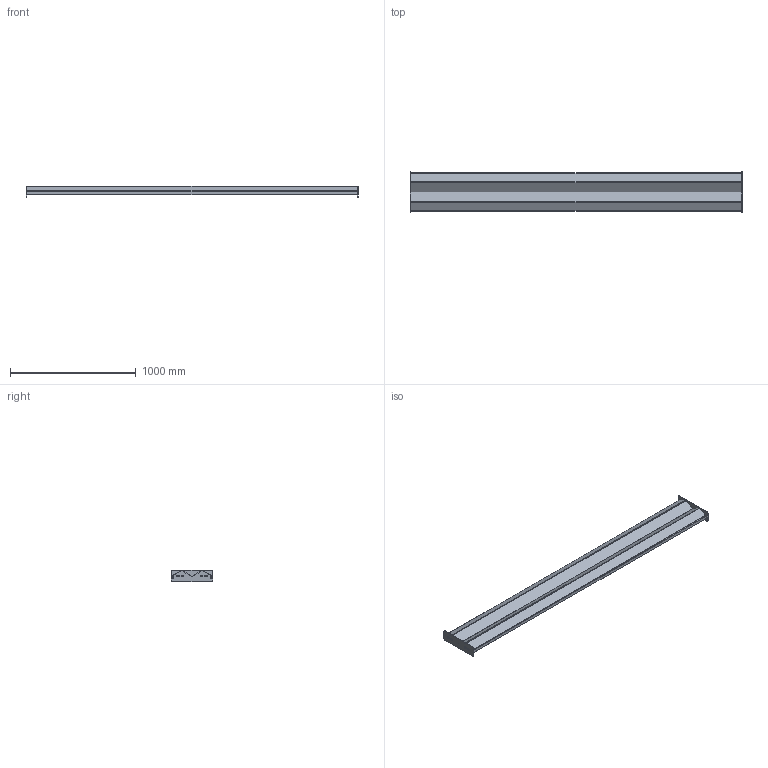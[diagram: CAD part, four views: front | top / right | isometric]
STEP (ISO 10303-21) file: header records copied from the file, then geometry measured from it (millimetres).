
FILE_DESCRIPTION (( 'STEP AP214' ), '1' );
FILE_NAME ('PR9.step', '2020-12-09T17:07:20', ( '' ), ( '' ), 'SwSTEP 2.0', 'SolidWorks 2021', '' );
FILE_SCHEMA (( 'AUTOMOTIVE_DESIGN' ));
Length unit declared in the file: inch
Products named in the file (3): PR9B_PR9B; PR9; PREP313
Assembly tree (3 placements, depth 2):
  PR9
    PR9B_PR9B
    PREP313  x2
Bounding box: 2641.6 x 330.2 x 89.33 mm (x, y, z)
Volume: 3559040.8 mm3; surface area: 2245385.8 mm2
Topology: 3 solids, 3 shells, 102 faces, 248 edges, 152 vertices
Faces by surface type: plane 64, cylinder 38
Entity records: 2260 total; most frequent: DIRECTION 392, CARTESIAN_POINT 362, ORIENTED_EDGE 352, EDGE_CURVE 176, AXIS2_PLACEMENT_3D 134, VECTOR 124, LINE 124, VERTEX_POINT 104
